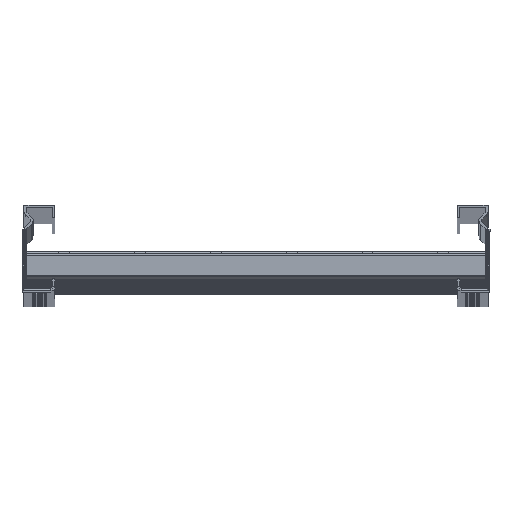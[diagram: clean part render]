
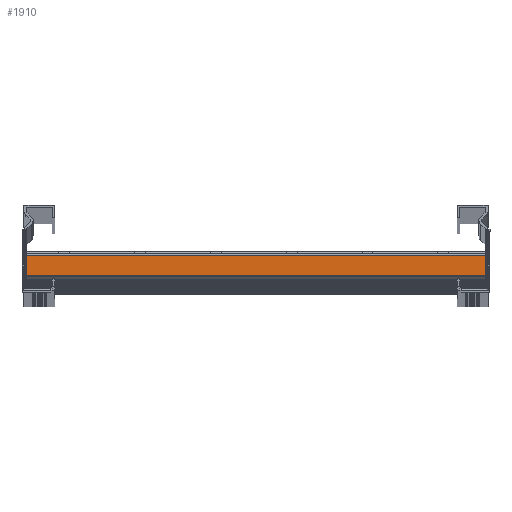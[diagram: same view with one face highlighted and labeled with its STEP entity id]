
A CAD part, top view. The second image highlights one B-rep face of the part: STEP entity #1910.
In plain terms, the highlighted face is planar.
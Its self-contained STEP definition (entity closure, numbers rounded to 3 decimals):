
#1154 = LINE ( 'NONE', #2178, #3542 ) ;
#1259 = DIRECTION ( 'NONE',  ( 0., 0., -1. ) ) ;
#1910 = ADVANCED_FACE ( 'NONE', ( #12591 ), #9991, .T. ) ;
#2178 = CARTESIAN_POINT ( 'NONE',  ( 18., 18., 148.5 ) ) ;
#2322 = CARTESIAN_POINT ( 'NONE',  ( 18., 18., -148.5 ) ) ;
#2593 = ORIENTED_EDGE ( 'NONE', *, *, #13149, .T. ) ;
#2776 = AXIS2_PLACEMENT_3D ( 'NONE', #11035, #5907, #9909 ) ;
#2836 = EDGE_CURVE ( 'NONE', #10255, #9303, #1154, .T. ) ;
#3480 = ORIENTED_EDGE ( 'NONE', *, *, #2836, .T. ) ;
#3542 = VECTOR ( 'NONE', #8412, 1000. ) ;
#3959 = VERTEX_POINT ( 'NONE', #9065 ) ;
#4017 = EDGE_CURVE ( 'NONE', #10255, #9472, #5921, .T. ) ;
#4197 = EDGE_CURVE ( 'NONE', #9472, #3959, #9287, .T. ) ;
#5907 = DIRECTION ( 'NONE',  ( 1., 0., 0. ) ) ;
#5921 = LINE ( 'NONE', #7881, #12055 ) ;
#7128 = CARTESIAN_POINT ( 'NONE',  ( 18., 2.5, 148.5 ) ) ;
#7354 = CARTESIAN_POINT ( 'NONE',  ( 18., 15.5, -148.5 ) ) ;
#7881 = CARTESIAN_POINT ( 'NONE',  ( 18., 15.5, 148.5 ) ) ;
#8412 = DIRECTION ( 'NONE',  ( 0., -1., 0. ) ) ;
#9065 = CARTESIAN_POINT ( 'NONE',  ( 18., 2.5, -148.5 ) ) ;
#9137 = VECTOR ( 'NONE', #9499, 1000. ) ;
#9287 = LINE ( 'NONE', #2322, #9137 ) ;
#9303 = VERTEX_POINT ( 'NONE', #7128 ) ;
#9472 = VERTEX_POINT ( 'NONE', #7354 ) ;
#9499 = DIRECTION ( 'NONE',  ( 0., -1., 0. ) ) ;
#9909 = DIRECTION ( 'NONE',  ( 0., 0., -1. ) ) ;
#9991 = PLANE ( 'NONE',  #2776 ) ;
#10255 = VERTEX_POINT ( 'NONE', #11791 ) ;
#10484 = ORIENTED_EDGE ( 'NONE', *, *, #4197, .F. ) ;
#10710 = LINE ( 'NONE', #11450, #12494 ) ;
#11035 = CARTESIAN_POINT ( 'NONE',  ( 18., 18., 148.5 ) ) ;
#11055 = EDGE_LOOP ( 'NONE', ( #10484, #12085, #3480, #2593 ) ) ;
#11450 = CARTESIAN_POINT ( 'NONE',  ( 18., 2.5, 148.5 ) ) ;
#11791 = CARTESIAN_POINT ( 'NONE',  ( 18., 15.5, 148.5 ) ) ;
#12055 = VECTOR ( 'NONE', #12140, 1000. ) ;
#12085 = ORIENTED_EDGE ( 'NONE', *, *, #4017, .F. ) ;
#12140 = DIRECTION ( 'NONE',  ( 0., 0., -1. ) ) ;
#12494 = VECTOR ( 'NONE', #1259, 1000. ) ;
#12591 = FACE_OUTER_BOUND ( 'NONE', #11055, .T. ) ;
#13149 = EDGE_CURVE ( 'NONE', #9303, #3959, #10710, .T. ) ;
